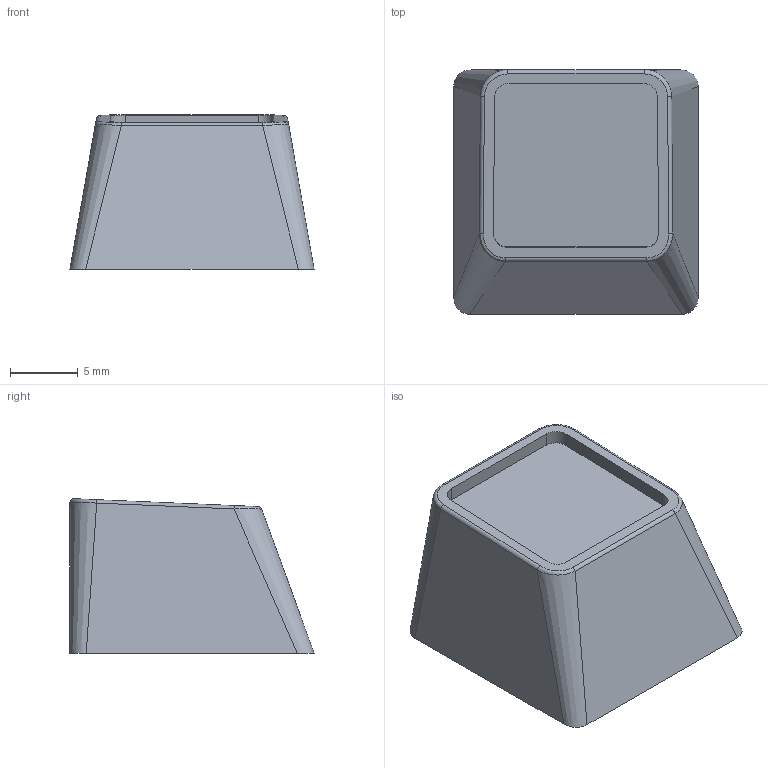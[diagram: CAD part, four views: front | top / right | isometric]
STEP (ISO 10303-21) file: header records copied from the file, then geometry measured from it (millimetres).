
FILE_DESCRIPTION(/* description */ (''),/* implementation_level */ '2;1');
FILE_NAME(/* name */ 'keycap.step',/* time_stamp */ '2023-04-10T03:55:04+09:00',/* author */ (''),/* organization */ (''),/* preprocessor_version */ 'ST-DEVELOPER v19.2',/* originating_system */ 'Autodesk Translation Framework v11.17.0.187',/* authorisation */ '');
FILE_SCHEMA (('AUTOMOTIVE_DESIGN { 1 0 10303 214 3 1 1 }'));
Length unit declared in the file: millimetre
Products named in the file (1): keycap
Bounding box: 18 x 18 x 11.39 mm (x, y, z)
Volume: 915.2 mm3; surface area: 1911.1 mm2
Topology: 1 solids, 1 shells, 56 faces, 136 edges, 88 vertices
Faces by surface type: plane 28, cylinder 12, bspline 8, cone 8
Entity records: 1844 total; most frequent: CARTESIAN_POINT 509, ORIENTED_EDGE 272, DIRECTION 254, EDGE_CURVE 136, VERTEX_POINT 88, AXIS2_PLACEMENT_3D 85, LINE 84, VECTOR 84
